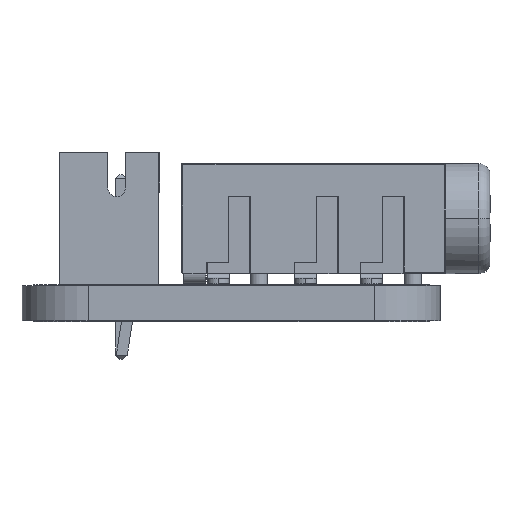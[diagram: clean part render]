
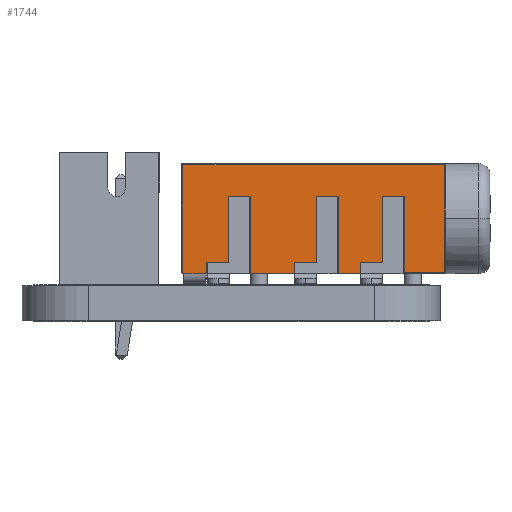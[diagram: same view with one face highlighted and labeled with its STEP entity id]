
A CAD part, left-side view. The second image highlights one B-rep face of the part: STEP entity #1744.
In plain terms, the highlighted face is planar.
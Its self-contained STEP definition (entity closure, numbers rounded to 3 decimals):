
#1392 = VERTEX_POINT('',#1393);
#1393 = CARTESIAN_POINT('',(3.584,3.315,15.5));
#1399 = EDGE_CURVE('',#1392,#1400,#1402,.T.);
#1400 = VERTEX_POINT('',#1401);
#1401 = CARTESIAN_POINT('',(4.584,3.315,15.5));
#1402 = LINE('',#1403,#1404);
#1403 = CARTESIAN_POINT('',(4.584,3.315,15.5));
#1404 = VECTOR('',#1405,1.);
#1405 = DIRECTION('',(1.,0.,0.));
#1422 = VERTEX_POINT('',#1423);
#1423 = CARTESIAN_POINT('',(1.584,3.315,12.5));
#1448 = VERTEX_POINT('',#1449);
#1449 = CARTESIAN_POINT('',(0.584,3.315,12.5));
#1455 = EDGE_CURVE('',#1448,#1422,#1456,.T.);
#1456 = LINE('',#1457,#1458);
#1457 = CARTESIAN_POINT('',(-0.416,3.315,12.5));
#1458 = VECTOR('',#1459,1.);
#1459 = DIRECTION('',(1.,0.,0.));
#1488 = VERTEX_POINT('',#1489);
#1489 = CARTESIAN_POINT('',(-2.416,3.315,12.5));
#1495 = EDGE_CURVE('',#1488,#1496,#1498,.T.);
#1496 = VERTEX_POINT('',#1497);
#1497 = CARTESIAN_POINT('',(-1.416,3.315,12.5));
#1498 = LINE('',#1499,#1500);
#1499 = CARTESIAN_POINT('',(-3.416,3.315,12.5));
#1500 = VECTOR('',#1501,1.);
#1501 = DIRECTION('',(1.,0.,0.));
#1744 = ADVANCED_FACE('',(#1745),#1912,.T.);
#1745 = FACE_BOUND('',#1746,.T.);
#1746 = EDGE_LOOP('',(#1747,#1757,#1765,#1773,#1781,#1789,#1797,#1805,
    #1813,#1819,#1820,#1828,#1836,#1842,#1843,#1851,#1859,#1867,#1875,
    #1883,#1889,#1890,#1898,#1906));
#1747 = ORIENTED_EDGE('',*,*,#1748,.T.);
#1748 = EDGE_CURVE('',#1749,#1751,#1753,.T.);
#1749 = VERTEX_POINT('',#1750);
#1750 = CARTESIAN_POINT('',(-3.416,3.315,12.5));
#1751 = VERTEX_POINT('',#1752);
#1752 = CARTESIAN_POINT('',(-3.416,3.315,12.05));
#1753 = LINE('',#1754,#1755);
#1754 = CARTESIAN_POINT('',(-3.416,3.315,12.5));
#1755 = VECTOR('',#1756,1.);
#1756 = DIRECTION('',(-0.,-0.,-1.));
#1757 = ORIENTED_EDGE('',*,*,#1758,.T.);
#1758 = EDGE_CURVE('',#1751,#1759,#1761,.T.);
#1759 = VERTEX_POINT('',#1760);
#1760 = CARTESIAN_POINT('',(-5.257,3.315,12.05));
#1761 = LINE('',#1762,#1763);
#1762 = CARTESIAN_POINT('',(-5.307,3.315,12.05));
#1763 = VECTOR('',#1764,1.);
#1764 = DIRECTION('',(-1.,0.,0.));
#1765 = ORIENTED_EDGE('',*,*,#1766,.T.);
#1766 = EDGE_CURVE('',#1759,#1767,#1769,.T.);
#1767 = VERTEX_POINT('',#1768);
#1768 = CARTESIAN_POINT('',(-5.257,3.315,16.95));
#1769 = LINE('',#1770,#1771);
#1770 = CARTESIAN_POINT('',(-5.257,3.315,17.));
#1771 = VECTOR('',#1772,1.);
#1772 = DIRECTION('',(0.,0.,1.));
#1773 = ORIENTED_EDGE('',*,*,#1774,.T.);
#1774 = EDGE_CURVE('',#1767,#1775,#1777,.T.);
#1775 = VERTEX_POINT('',#1776);
#1776 = CARTESIAN_POINT('',(6.643,3.315,16.95));
#1777 = LINE('',#1778,#1779);
#1778 = CARTESIAN_POINT('',(-5.307,3.315,16.95));
#1779 = VECTOR('',#1780,1.);
#1780 = DIRECTION('',(1.,0.,0.));
#1781 = ORIENTED_EDGE('',*,*,#1782,.T.);
#1782 = EDGE_CURVE('',#1775,#1783,#1785,.T.);
#1783 = VERTEX_POINT('',#1784);
#1784 = CARTESIAN_POINT('',(6.643,3.315,12.));
#1785 = LINE('',#1786,#1787);
#1786 = CARTESIAN_POINT('',(6.643,3.315,17.));
#1787 = VECTOR('',#1788,1.);
#1788 = DIRECTION('',(0.,0.,-1.));
#1789 = ORIENTED_EDGE('',*,*,#1790,.F.);
#1790 = EDGE_CURVE('',#1791,#1783,#1793,.T.);
#1791 = VERTEX_POINT('',#1792);
#1792 = CARTESIAN_POINT('',(5.584,3.315,12.));
#1793 = LINE('',#1794,#1795);
#1794 = CARTESIAN_POINT('',(-5.307,3.315,12.));
#1795 = VECTOR('',#1796,1.);
#1796 = DIRECTION('',(1.,0.,0.));
#1797 = ORIENTED_EDGE('',*,*,#1798,.F.);
#1798 = EDGE_CURVE('',#1799,#1791,#1801,.T.);
#1799 = VERTEX_POINT('',#1800);
#1800 = CARTESIAN_POINT('',(5.584,3.315,12.5));
#1801 = LINE('',#1802,#1803);
#1802 = CARTESIAN_POINT('',(5.584,3.315,12.5));
#1803 = VECTOR('',#1804,1.);
#1804 = DIRECTION('',(-0.,-0.,-1.));
#1805 = ORIENTED_EDGE('',*,*,#1806,.F.);
#1806 = EDGE_CURVE('',#1807,#1799,#1809,.T.);
#1807 = VERTEX_POINT('',#1808);
#1808 = CARTESIAN_POINT('',(4.584,3.315,12.5));
#1809 = LINE('',#1810,#1811);
#1810 = CARTESIAN_POINT('',(3.584,3.315,12.5));
#1811 = VECTOR('',#1812,1.);
#1812 = DIRECTION('',(1.,0.,0.));
#1813 = ORIENTED_EDGE('',*,*,#1814,.F.);
#1814 = EDGE_CURVE('',#1400,#1807,#1815,.T.);
#1815 = LINE('',#1816,#1817);
#1816 = CARTESIAN_POINT('',(4.584,3.315,15.5));
#1817 = VECTOR('',#1818,1.);
#1818 = DIRECTION('',(-0.,-0.,-1.));
#1819 = ORIENTED_EDGE('',*,*,#1399,.F.);
#1820 = ORIENTED_EDGE('',*,*,#1821,.T.);
#1821 = EDGE_CURVE('',#1392,#1822,#1824,.T.);
#1822 = VERTEX_POINT('',#1823);
#1823 = CARTESIAN_POINT('',(3.584,3.315,12.));
#1824 = LINE('',#1825,#1826);
#1825 = CARTESIAN_POINT('',(3.584,3.315,12.5));
#1826 = VECTOR('',#1827,1.);
#1827 = DIRECTION('',(-0.,-0.,-1.));
#1828 = ORIENTED_EDGE('',*,*,#1829,.F.);
#1829 = EDGE_CURVE('',#1830,#1822,#1832,.T.);
#1830 = VERTEX_POINT('',#1831);
#1831 = CARTESIAN_POINT('',(1.584,3.315,12.));
#1832 = LINE('',#1833,#1834);
#1833 = CARTESIAN_POINT('',(-5.307,3.315,12.));
#1834 = VECTOR('',#1835,1.);
#1835 = DIRECTION('',(1.,0.,0.));
#1836 = ORIENTED_EDGE('',*,*,#1837,.F.);
#1837 = EDGE_CURVE('',#1422,#1830,#1838,.T.);
#1838 = LINE('',#1839,#1840);
#1839 = CARTESIAN_POINT('',(1.584,3.315,12.5));
#1840 = VECTOR('',#1841,1.);
#1841 = DIRECTION('',(-0.,-0.,-1.));
#1842 = ORIENTED_EDGE('',*,*,#1455,.F.);
#1843 = ORIENTED_EDGE('',*,*,#1844,.F.);
#1844 = EDGE_CURVE('',#1845,#1448,#1847,.T.);
#1845 = VERTEX_POINT('',#1846);
#1846 = CARTESIAN_POINT('',(0.584,3.315,15.5));
#1847 = LINE('',#1848,#1849);
#1848 = CARTESIAN_POINT('',(0.584,3.315,15.5));
#1849 = VECTOR('',#1850,1.);
#1850 = DIRECTION('',(-0.,-0.,-1.));
#1851 = ORIENTED_EDGE('',*,*,#1852,.F.);
#1852 = EDGE_CURVE('',#1853,#1845,#1855,.T.);
#1853 = VERTEX_POINT('',#1854);
#1854 = CARTESIAN_POINT('',(-0.416,3.315,15.5));
#1855 = LINE('',#1856,#1857);
#1856 = CARTESIAN_POINT('',(0.584,3.315,15.5));
#1857 = VECTOR('',#1858,1.);
#1858 = DIRECTION('',(1.,0.,0.));
#1859 = ORIENTED_EDGE('',*,*,#1860,.T.);
#1860 = EDGE_CURVE('',#1853,#1861,#1863,.T.);
#1861 = VERTEX_POINT('',#1862);
#1862 = CARTESIAN_POINT('',(-0.416,3.315,12.5));
#1863 = LINE('',#1864,#1865);
#1864 = CARTESIAN_POINT('',(-0.416,3.315,15.5));
#1865 = VECTOR('',#1866,1.);
#1866 = DIRECTION('',(-0.,-0.,-1.));
#1867 = ORIENTED_EDGE('',*,*,#1868,.T.);
#1868 = EDGE_CURVE('',#1861,#1869,#1871,.T.);
#1869 = VERTEX_POINT('',#1870);
#1870 = CARTESIAN_POINT('',(-0.416,3.315,12.));
#1871 = LINE('',#1872,#1873);
#1872 = CARTESIAN_POINT('',(-0.416,3.315,12.5));
#1873 = VECTOR('',#1874,1.);
#1874 = DIRECTION('',(-0.,-0.,-1.));
#1875 = ORIENTED_EDGE('',*,*,#1876,.F.);
#1876 = EDGE_CURVE('',#1877,#1869,#1879,.T.);
#1877 = VERTEX_POINT('',#1878);
#1878 = CARTESIAN_POINT('',(-1.416,3.315,12.));
#1879 = LINE('',#1880,#1881);
#1880 = CARTESIAN_POINT('',(-5.307,3.315,12.));
#1881 = VECTOR('',#1882,1.);
#1882 = DIRECTION('',(1.,0.,0.));
#1883 = ORIENTED_EDGE('',*,*,#1884,.F.);
#1884 = EDGE_CURVE('',#1496,#1877,#1885,.T.);
#1885 = LINE('',#1886,#1887);
#1886 = CARTESIAN_POINT('',(-1.416,3.315,12.5));
#1887 = VECTOR('',#1888,1.);
#1888 = DIRECTION('',(-0.,-0.,-1.));
#1889 = ORIENTED_EDGE('',*,*,#1495,.F.);
#1890 = ORIENTED_EDGE('',*,*,#1891,.F.);
#1891 = EDGE_CURVE('',#1892,#1488,#1894,.T.);
#1892 = VERTEX_POINT('',#1893);
#1893 = CARTESIAN_POINT('',(-2.416,3.315,15.5));
#1894 = LINE('',#1895,#1896);
#1895 = CARTESIAN_POINT('',(-2.416,3.315,15.5));
#1896 = VECTOR('',#1897,1.);
#1897 = DIRECTION('',(-0.,-0.,-1.));
#1898 = ORIENTED_EDGE('',*,*,#1899,.F.);
#1899 = EDGE_CURVE('',#1900,#1892,#1902,.T.);
#1900 = VERTEX_POINT('',#1901);
#1901 = CARTESIAN_POINT('',(-3.416,3.315,15.5));
#1902 = LINE('',#1903,#1904);
#1903 = CARTESIAN_POINT('',(-2.416,3.315,15.5));
#1904 = VECTOR('',#1905,1.);
#1905 = DIRECTION('',(1.,0.,0.));
#1906 = ORIENTED_EDGE('',*,*,#1907,.T.);
#1907 = EDGE_CURVE('',#1900,#1749,#1908,.T.);
#1908 = LINE('',#1909,#1910);
#1909 = CARTESIAN_POINT('',(-3.416,3.315,15.5));
#1910 = VECTOR('',#1911,1.);
#1911 = DIRECTION('',(-0.,-0.,-1.));
#1912 = PLANE('',#1913);
#1913 = AXIS2_PLACEMENT_3D('',#1914,#1915,#1916);
#1914 = CARTESIAN_POINT('',(-5.307,3.315,17.));
#1915 = DIRECTION('',(0.,1.,0.));
#1916 = DIRECTION('',(0.,0.,1.));
